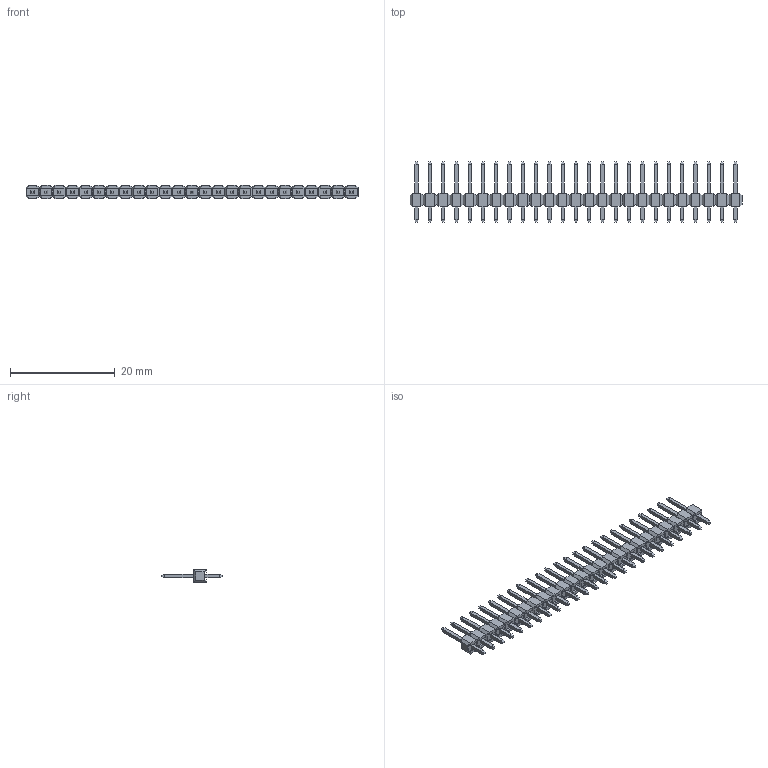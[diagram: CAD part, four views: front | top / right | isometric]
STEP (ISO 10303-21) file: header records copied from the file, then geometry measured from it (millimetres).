
FILE_DESCRIPTION (( 'STEP AP214' ), '1' );
FILE_NAME ('HEADER 1X25.STEP', '2013-11-27T09:54:49', ( '' ), ( '' ), 'SwSTEP 2.0', 'SolidWorks 2012', '' );
FILE_SCHEMA (( 'AUTOMOTIVE_DESIGN' ));
Length unit declared in the file: millimetre
Products named in the file (1): HEADER 1X25
Bounding box: 63.5 x 11.54 x 2.5 mm (x, y, z)
Volume: 427.6 mm3; surface area: 1270.9 mm2
Topology: 1 solids, 1 shells, 852 faces, 1904 edges, 1104 vertices
Faces by surface type: plane 852
Entity records: 31855 total; most frequent: CARTESIAN_POINT 3861, ORIENTED_EDGE 3808, DIRECTION 3610, EDGE_CURVE 1904, VECTOR 1904, LINE 1904, VERTEX_POINT 1104, EDGE_LOOP 902
